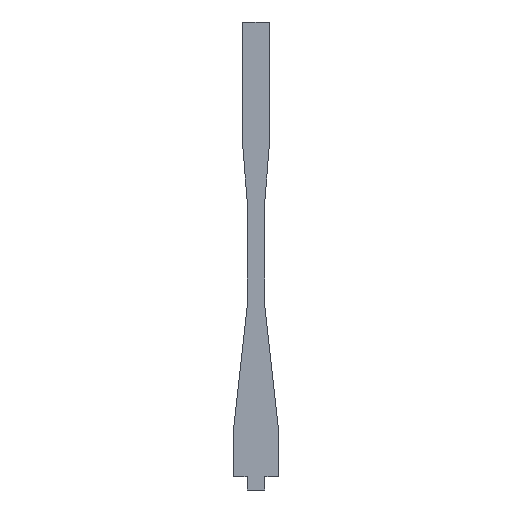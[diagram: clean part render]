
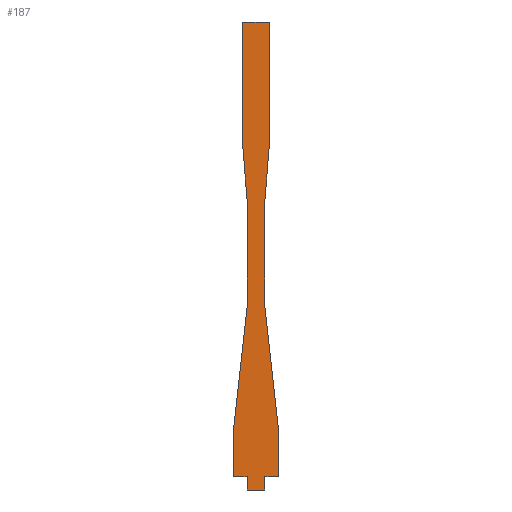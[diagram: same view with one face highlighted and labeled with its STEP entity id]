
A CAD part, left-side view. The second image highlights one B-rep face of the part: STEP entity #187.
In plain terms, the highlighted planar face has unit normal (-1, 0, 0).
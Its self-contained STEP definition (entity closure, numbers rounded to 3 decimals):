
#24 = DIRECTION ( 'NONE',  ( 0., -0.08, 0.997 ) ) ;
#91 = DIRECTION ( 'NONE',  ( 0., 0., -1. ) ) ;
#130 = LINE ( 'NONE', #3533, #3478 ) ;
#149 = VECTOR ( 'NONE', #24, 1000. ) ;
#187 = ADVANCED_FACE ( 'NONE', ( #279 ), #4370, .F. ) ;
#243 = DIRECTION ( 'NONE',  ( 0., -0.11, -0.994 ) ) ;
#267 = CARTESIAN_POINT ( 'NONE',  ( -100., 4., -52.5 ) ) ;
#274 = EDGE_CURVE ( 'NONE', #959, #2420, #2342, .T. ) ;
#279 = FACE_OUTER_BOUND ( 'NONE', #373, .T. ) ;
#367 = VECTOR ( 'NONE', #3941, 1000. ) ;
#372 = VECTOR ( 'NONE', #243, 1000. ) ;
#373 = EDGE_LOOP ( 'NONE', ( #4177, #1929, #3660, #1686, #4391, #2909, #2026, #2246, #1423, #1641, #602, #476, #1976, #1017, #457, #3154 ) ) ;
#401 = VERTEX_POINT ( 'NONE', #3863 ) ;
#457 = ORIENTED_EDGE ( 'NONE', *, *, #1777, .F. ) ;
#476 = ORIENTED_EDGE ( 'NONE', *, *, #2978, .T. ) ;
#501 = EDGE_CURVE ( 'NONE', #1666, #2420, #1314, .T. ) ;
#522 = LINE ( 'NONE', #2617, #2100 ) ;
#569 = VECTOR ( 'NONE', #706, 1000. ) ;
#592 = VERTEX_POINT ( 'NONE', #3753 ) ;
#602 = ORIENTED_EDGE ( 'NONE', *, *, #3235, .F. ) ;
#606 = LINE ( 'NONE', #267, #2960 ) ;
#633 = LINE ( 'NONE', #2359, #2886 ) ;
#635 = EDGE_CURVE ( 'NONE', #2318, #401, #1488, .T. ) ;
#637 = CARTESIAN_POINT ( 'NONE',  ( -100., 4., 52.5 ) ) ;
#706 = DIRECTION ( 'NONE',  ( 0., -0.08, -0.997 ) ) ;
#720 = EDGE_CURVE ( 'NONE', #2987, #3177, #2196, .T. ) ;
#721 = LINE ( 'NONE', #1731, #2671 ) ;
#763 = EDGE_CURVE ( 'NONE', #3562, #3249, #2443, .T. ) ;
#774 = LINE ( 'NONE', #1066, #2883 ) ;
#775 = DIRECTION ( 'NONE',  ( 0., 0., 1. ) ) ;
#959 = VERTEX_POINT ( 'NONE', #1486 ) ;
#1017 = ORIENTED_EDGE ( 'NONE', *, *, #3611, .F. ) ;
#1020 = DIRECTION ( 'NONE',  ( 0., -1., 0. ) ) ;
#1048 = VERTEX_POINT ( 'NONE', #2498 ) ;
#1066 = CARTESIAN_POINT ( 'NONE',  ( -100., -3., 14.142 ) ) ;
#1165 = CARTESIAN_POINT ( 'NONE',  ( -100., 7., 14.142 ) ) ;
#1175 = VECTOR ( 'NONE', #3206, 1000. ) ;
#1200 = DIRECTION ( 'NONE',  ( 0., 1., 0. ) ) ;
#1210 = CARTESIAN_POINT ( 'NONE',  ( -100., 7., -38.5 ) ) ;
#1301 = VECTOR ( 'NONE', #2278, 1000. ) ;
#1314 = LINE ( 'NONE', #1927, #1449 ) ;
#1356 = CARTESIAN_POINT ( 'NONE',  ( -100., 3., 0. ) ) ;
#1423 = ORIENTED_EDGE ( 'NONE', *, *, #720, .T. ) ;
#1449 = VECTOR ( 'NONE', #4366, 1000. ) ;
#1486 = CARTESIAN_POINT ( 'NONE',  ( -100., 5., 25. ) ) ;
#1488 = LINE ( 'NONE', #2564, #1175 ) ;
#1495 = CARTESIAN_POINT ( 'NONE',  ( -100., 7., -49.5 ) ) ;
#1523 = VECTOR ( 'NONE', #1857, 1000. ) ;
#1628 = VERTEX_POINT ( 'NONE', #1664 ) ;
#1639 = CARTESIAN_POINT ( 'NONE',  ( -100., -3., -38.5 ) ) ;
#1641 = ORIENTED_EDGE ( 'NONE', *, *, #3217, .F. ) ;
#1664 = CARTESIAN_POINT ( 'NONE',  ( -100., 4., -49.5 ) ) ;
#1666 = VERTEX_POINT ( 'NONE', #3670 ) ;
#1681 = EDGE_CURVE ( 'NONE', #3882, #4155, #3648, .T. ) ;
#1686 = ORIENTED_EDGE ( 'NONE', *, *, #2788, .F. ) ;
#1709 = CARTESIAN_POINT ( 'NONE',  ( -100., 7., -38.5 ) ) ;
#1731 = CARTESIAN_POINT ( 'NONE',  ( -100., 0., 52.5 ) ) ;
#1777 = EDGE_CURVE ( 'NONE', #4155, #592, #774, .T. ) ;
#1857 = DIRECTION ( 'NONE',  ( 0., 0., -1. ) ) ;
#1927 = CARTESIAN_POINT ( 'NONE',  ( -100., 4., 52.5 ) ) ;
#1929 = ORIENTED_EDGE ( 'NONE', *, *, #763, .T. ) ;
#1976 = ORIENTED_EDGE ( 'NONE', *, *, #635, .F. ) ;
#2026 = ORIENTED_EDGE ( 'NONE', *, *, #501, .F. ) ;
#2059 = VERTEX_POINT ( 'NONE', #4430 ) ;
#2100 = VECTOR ( 'NONE', #3995, 1000. ) ;
#2196 = LINE ( 'NONE', #1165, #1523 ) ;
#2246 = ORIENTED_EDGE ( 'NONE', *, *, #2781, .F. ) ;
#2278 = DIRECTION ( 'NONE',  ( 0., 0., 1. ) ) ;
#2318 = VERTEX_POINT ( 'NONE', #3824 ) ;
#2326 = DIRECTION ( 'NONE',  ( 1., 0., 0. ) ) ;
#2342 = LINE ( 'NONE', #1356, #569 ) ;
#2359 = CARTESIAN_POINT ( 'NONE',  ( -100., -1., -11.662 ) ) ;
#2377 = VECTOR ( 'NONE', #3258, 1000. ) ;
#2397 = CARTESIAN_POINT ( 'NONE',  ( -100., 1., 0. ) ) ;
#2420 = VERTEX_POINT ( 'NONE', #2643 ) ;
#2443 = LINE ( 'NONE', #2397, #149 ) ;
#2459 = EDGE_CURVE ( 'NONE', #959, #1048, #2958, .T. ) ;
#2498 = CARTESIAN_POINT ( 'NONE',  ( -100., 5., 52.5 ) ) ;
#2534 = LINE ( 'NONE', #3607, #2377 ) ;
#2552 = EDGE_CURVE ( 'NONE', #3249, #3812, #633, .T. ) ;
#2564 = CARTESIAN_POINT ( 'NONE',  ( -100., 0., -52.5 ) ) ;
#2571 = LINE ( 'NONE', #1495, #3262 ) ;
#2617 = CARTESIAN_POINT ( 'NONE',  ( -100., 4., -52.5 ) ) ;
#2627 = CARTESIAN_POINT ( 'NONE',  ( -100., 5., -11.662 ) ) ;
#2643 = CARTESIAN_POINT ( 'NONE',  ( -100., 4., 12.5 ) ) ;
#2671 = VECTOR ( 'NONE', #775, 1000. ) ;
#2710 = CARTESIAN_POINT ( 'NONE',  ( -100., 0., -11.5 ) ) ;
#2781 = EDGE_CURVE ( 'NONE', #2987, #1666, #3649, .T. ) ;
#2788 = EDGE_CURVE ( 'NONE', #1048, #3812, #2534, .T. ) ;
#2882 = CARTESIAN_POINT ( 'NONE',  ( -100., 7., -49.5 ) ) ;
#2883 = VECTOR ( 'NONE', #91, 1000. ) ;
#2886 = VECTOR ( 'NONE', #4127, 1000. ) ;
#2909 = ORIENTED_EDGE ( 'NONE', *, *, #274, .T. ) ;
#2928 = CARTESIAN_POINT ( 'NONE',  ( -100., -1., 25. ) ) ;
#2958 = LINE ( 'NONE', #2627, #1301 ) ;
#2960 = VECTOR ( 'NONE', #1020, 1000. ) ;
#2978 = EDGE_CURVE ( 'NONE', #2059, #401, #606, .T. ) ;
#2987 = VERTEX_POINT ( 'NONE', #1709 ) ;
#3086 = EDGE_CURVE ( 'NONE', #3882, #3562, #721, .T. ) ;
#3154 = ORIENTED_EDGE ( 'NONE', *, *, #1681, .F. ) ;
#3177 = VERTEX_POINT ( 'NONE', #2882 ) ;
#3206 = DIRECTION ( 'NONE',  ( 0., 0., -1. ) ) ;
#3210 = CARTESIAN_POINT ( 'NONE',  ( -100., 0., 12.5 ) ) ;
#3217 = EDGE_CURVE ( 'NONE', #1628, #3177, #2571, .T. ) ;
#3235 = EDGE_CURVE ( 'NONE', #2059, #1628, #522, .T. ) ;
#3249 = VERTEX_POINT ( 'NONE', #2928 ) ;
#3258 = DIRECTION ( 'NONE',  ( 0., -1., 0. ) ) ;
#3262 = VECTOR ( 'NONE', #4248, 1000. ) ;
#3478 = VECTOR ( 'NONE', #1200, 1000. ) ;
#3533 = CARTESIAN_POINT ( 'NONE',  ( -100., -3., -49.5 ) ) ;
#3562 = VERTEX_POINT ( 'NONE', #3210 ) ;
#3607 = CARTESIAN_POINT ( 'NONE',  ( -100., 4., 52.5 ) ) ;
#3611 = EDGE_CURVE ( 'NONE', #592, #2318, #130, .T. ) ;
#3648 = LINE ( 'NONE', #1639, #372 ) ;
#3649 = LINE ( 'NONE', #1210, #367 ) ;
#3660 = ORIENTED_EDGE ( 'NONE', *, *, #2552, .T. ) ;
#3670 = CARTESIAN_POINT ( 'NONE',  ( -100., 4., -11.5 ) ) ;
#3738 = AXIS2_PLACEMENT_3D ( 'NONE', #637, #2326, #4387 ) ;
#3753 = CARTESIAN_POINT ( 'NONE',  ( -100., -3., -49.5 ) ) ;
#3812 = VERTEX_POINT ( 'NONE', #4178 ) ;
#3824 = CARTESIAN_POINT ( 'NONE',  ( -100., 0., -49.5 ) ) ;
#3863 = CARTESIAN_POINT ( 'NONE',  ( -100., 0., -52.5 ) ) ;
#3882 = VERTEX_POINT ( 'NONE', #2710 ) ;
#3941 = DIRECTION ( 'NONE',  ( 0., -0.11, 0.994 ) ) ;
#3995 = DIRECTION ( 'NONE',  ( 0., 0., 1. ) ) ;
#4039 = CARTESIAN_POINT ( 'NONE',  ( -100., -3., -38.5 ) ) ;
#4127 = DIRECTION ( 'NONE',  ( 0., 0., 1. ) ) ;
#4155 = VERTEX_POINT ( 'NONE', #4039 ) ;
#4177 = ORIENTED_EDGE ( 'NONE', *, *, #3086, .T. ) ;
#4178 = CARTESIAN_POINT ( 'NONE',  ( -100., -1., 52.5 ) ) ;
#4248 = DIRECTION ( 'NONE',  ( 0., 1., 0. ) ) ;
#4366 = DIRECTION ( 'NONE',  ( 0., 0., 1. ) ) ;
#4370 = PLANE ( 'NONE',  #3738 ) ;
#4387 = DIRECTION ( 'NONE',  ( 0., 0., -1. ) ) ;
#4391 = ORIENTED_EDGE ( 'NONE', *, *, #2459, .F. ) ;
#4430 = CARTESIAN_POINT ( 'NONE',  ( -100., 4., -52.5 ) ) ;
